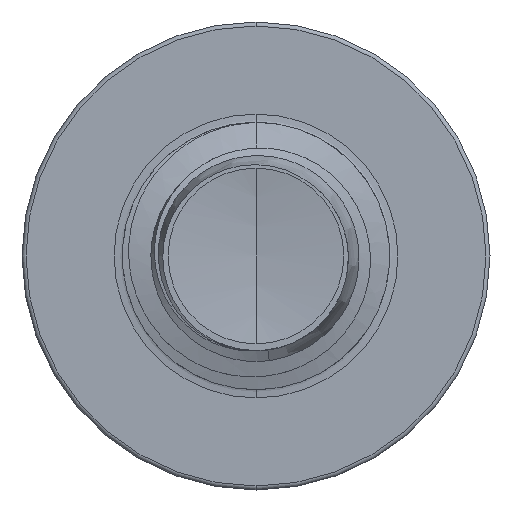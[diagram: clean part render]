
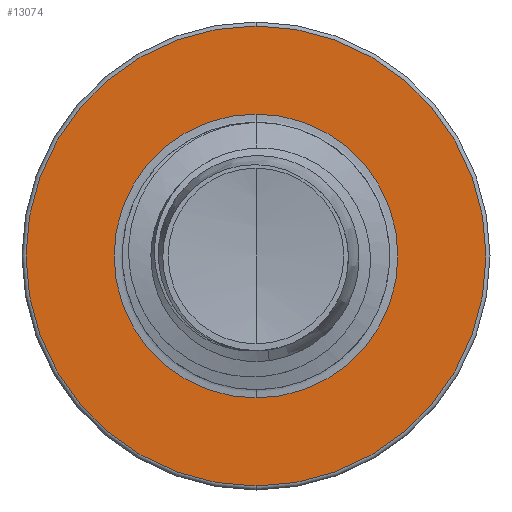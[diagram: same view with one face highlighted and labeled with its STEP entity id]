
A CAD part, front view. The second image highlights one B-rep face of the part: STEP entity #13074.
In plain terms, the highlighted planar face has unit normal (0, -1, 0).
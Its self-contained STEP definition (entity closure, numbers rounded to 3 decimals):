
#20 = ORIENTED_EDGE ( 'NONE', *, *, #3215, .F. ) ;
#244 = DIRECTION ( 'NONE',  ( 0., 0., 1. ) ) ;
#599 = AXIS2_PLACEMENT_3D ( 'NONE', #2185, #10521, #2242 ) ;
#665 = VERTEX_POINT ( 'NONE', #7116 ) ;
#1685 = EDGE_CURVE ( 'NONE', #665, #16599, #9651, .T. ) ;
#1807 = CARTESIAN_POINT ( 'NONE',  ( 0., 7., 0. ) ) ;
#2185 = CARTESIAN_POINT ( 'NONE',  ( 0., 7., -3.186 ) ) ;
#2242 = DIRECTION ( 'NONE',  ( 0., 0., 1. ) ) ;
#3210 = DIRECTION ( 'NONE',  ( 0., 0., 1. ) ) ;
#3215 = EDGE_CURVE ( 'NONE', #16599, #665, #4445, .T. ) ;
#3216 = AXIS2_PLACEMENT_3D ( 'NONE', #6661, #16074, #8023 ) ;
#4086 = VERTEX_POINT ( 'NONE', #8393 ) ;
#4445 = CIRCLE ( 'NONE', #10861, 5.16 ) ;
#5538 = EDGE_CURVE ( 'NONE', #13138, #4086, #12149, .T. ) ;
#5940 = CIRCLE ( 'NONE', #5946, 3.186 ) ;
#5946 = AXIS2_PLACEMENT_3D ( 'NONE', #16581, #8524, #244 ) ;
#6387 = CARTESIAN_POINT ( 'NONE',  ( 0., 7., 3.186 ) ) ;
#6460 = EDGE_LOOP ( 'NONE', ( #20, #14533 ) ) ;
#6661 = CARTESIAN_POINT ( 'NONE',  ( 0., 7., 0. ) ) ;
#6795 = DIRECTION ( 'NONE',  ( 0., 1., 0. ) ) ;
#7008 = FACE_BOUND ( 'NONE', #13272, .T. ) ;
#7116 = CARTESIAN_POINT ( 'NONE',  ( 0., 7., -5.16 ) ) ;
#7859 = AXIS2_PLACEMENT_3D ( 'NONE', #14905, #6795, #16218 ) ;
#8023 = DIRECTION ( 'NONE',  ( 0., 0., 1. ) ) ;
#8393 = CARTESIAN_POINT ( 'NONE',  ( 0., 7., -3.186 ) ) ;
#8524 = DIRECTION ( 'NONE',  ( 0., 1., 0. ) ) ;
#9651 = CIRCLE ( 'NONE', #7859, 5.16 ) ;
#10227 = CARTESIAN_POINT ( 'NONE',  ( 0., 7., 5.16 ) ) ;
#10521 = DIRECTION ( 'NONE',  ( 0., 1., 0. ) ) ;
#10861 = AXIS2_PLACEMENT_3D ( 'NONE', #1807, #11478, #3210 ) ;
#10882 = ORIENTED_EDGE ( 'NONE', *, *, #5538, .T. ) ;
#11478 = DIRECTION ( 'NONE',  ( 0., 1., 0. ) ) ;
#12149 = CIRCLE ( 'NONE', #3216, 3.186 ) ;
#12190 = EDGE_CURVE ( 'NONE', #4086, #13138, #5940, .T. ) ;
#13074 = ADVANCED_FACE ( 'NONE', ( #13825, #7008 ), #15816, .F. ) ;
#13138 = VERTEX_POINT ( 'NONE', #6387 ) ;
#13272 = EDGE_LOOP ( 'NONE', ( #10882, #14609 ) ) ;
#13825 = FACE_OUTER_BOUND ( 'NONE', #6460, .T. ) ;
#14533 = ORIENTED_EDGE ( 'NONE', *, *, #1685, .F. ) ;
#14609 = ORIENTED_EDGE ( 'NONE', *, *, #12190, .T. ) ;
#14905 = CARTESIAN_POINT ( 'NONE',  ( 0., 7., 0. ) ) ;
#15816 = PLANE ( 'NONE',  #599 ) ;
#16074 = DIRECTION ( 'NONE',  ( 0., 1., 0. ) ) ;
#16218 = DIRECTION ( 'NONE',  ( 0., 0., 1. ) ) ;
#16581 = CARTESIAN_POINT ( 'NONE',  ( 0., 7., 0. ) ) ;
#16599 = VERTEX_POINT ( 'NONE', #10227 ) ;
